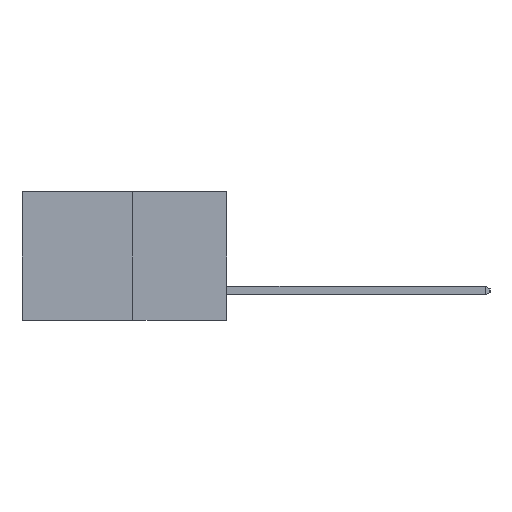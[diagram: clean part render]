
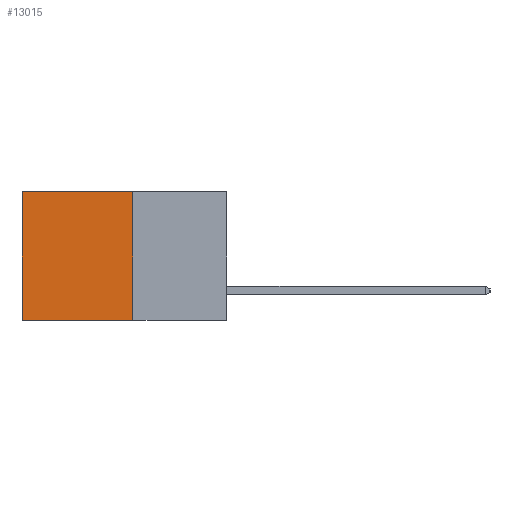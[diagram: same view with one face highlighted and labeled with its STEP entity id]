
A CAD part, left-side view. The second image highlights one B-rep face of the part: STEP entity #13015.
In plain terms, the highlighted planar face has unit normal (-1, 0, 0).
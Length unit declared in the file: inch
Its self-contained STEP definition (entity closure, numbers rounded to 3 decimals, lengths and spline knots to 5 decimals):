
#11 = CARTESIAN_POINT ( 'NONE',  ( 0.277, 0.27, -0.37 ) ) ;
#441 = VERTEX_POINT ( 'NONE', #2984 ) ;
#449 = VERTEX_POINT ( 'NONE', #9706 ) ;
#977 = DIRECTION ( 'NONE',  ( 0., 1., 0. ) ) ;
#1048 = LINE ( 'NONE', #9545, #9234 ) ;
#1134 = DIRECTION ( 'NONE',  ( 0., 0., -1. ) ) ;
#2009 = ORIENTED_EDGE ( 'NONE', *, *, #10983, .F. ) ;
#2198 = PLANE ( 'NONE',  #2717 ) ;
#2258 = VECTOR ( 'NONE', #11777, 39.37008 ) ;
#2717 = AXIS2_PLACEMENT_3D ( 'NONE', #11, #7555, #1134 ) ;
#2984 = CARTESIAN_POINT ( 'NONE',  ( 0.277, 0.59, -0.37 ) ) ;
#3125 = VECTOR ( 'NONE', #9452, 39.37008 ) ;
#3496 = ORIENTED_EDGE ( 'NONE', *, *, #8932, .F. ) ;
#4235 = VERTEX_POINT ( 'NONE', #8663 ) ;
#5219 = CARTESIAN_POINT ( 'NONE',  ( 0.277, 0.59, -0.37 ) ) ;
#5289 = FACE_OUTER_BOUND ( 'NONE', #8908, .T. ) ;
#5598 = CARTESIAN_POINT ( 'NONE',  ( 0.277, 0.27, 0. ) ) ;
#5982 = ORIENTED_EDGE ( 'NONE', *, *, #9524, .T. ) ;
#6361 = CARTESIAN_POINT ( 'NONE',  ( 0.277, 0.27, -0.37 ) ) ;
#7555 = DIRECTION ( 'NONE',  ( 1., 0., 0. ) ) ;
#7925 = LINE ( 'NONE', #5598, #2258 ) ;
#8322 = VECTOR ( 'NONE', #977, 39.37008 ) ;
#8663 = CARTESIAN_POINT ( 'NONE',  ( 0.277, 0.59, 0. ) ) ;
#8908 = EDGE_LOOP ( 'NONE', ( #5982, #3496, #2009, #10708 ) ) ;
#8932 = EDGE_CURVE ( 'NONE', #449, #441, #11016, .T. ) ;
#9234 = VECTOR ( 'NONE', #12562, 39.37008 ) ;
#9452 = DIRECTION ( 'NONE',  ( 0., 0., -1. ) ) ;
#9524 = EDGE_CURVE ( 'NONE', #4235, #441, #11464, .T. ) ;
#9545 = CARTESIAN_POINT ( 'NONE',  ( 0.277, 0.27, -0.37 ) ) ;
#9706 = CARTESIAN_POINT ( 'NONE',  ( 0.277, 0.27, -0.37 ) ) ;
#10708 = ORIENTED_EDGE ( 'NONE', *, *, #11086, .T. ) ;
#10983 = EDGE_CURVE ( 'NONE', #12374, #449, #1048, .T. ) ;
#11016 = LINE ( 'NONE', #6361, #8322 ) ;
#11086 = EDGE_CURVE ( 'NONE', #12374, #4235, #7925, .T. ) ;
#11464 = LINE ( 'NONE', #5219, #3125 ) ;
#11777 = DIRECTION ( 'NONE',  ( 0., 1., 0. ) ) ;
#12374 = VERTEX_POINT ( 'NONE', #12791 ) ;
#12562 = DIRECTION ( 'NONE',  ( 0., 0., -1. ) ) ;
#12791 = CARTESIAN_POINT ( 'NONE',  ( 0.277, 0.27, 0. ) ) ;
#13015 = ADVANCED_FACE ( 'NONE', ( #5289 ), #2198, .F. ) ;
